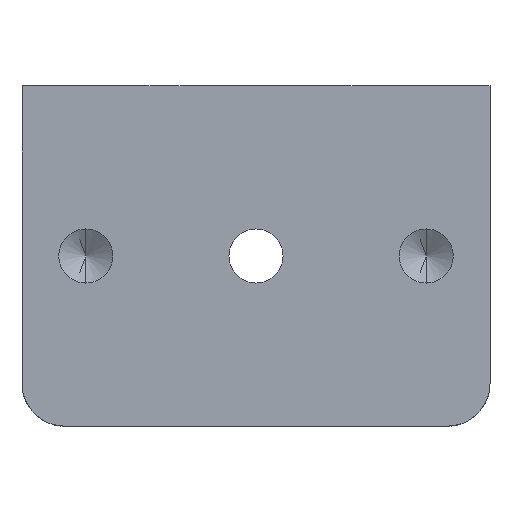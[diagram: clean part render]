
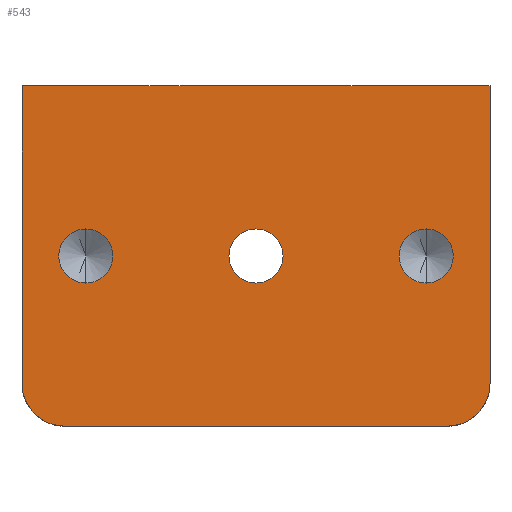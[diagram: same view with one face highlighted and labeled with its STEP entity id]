
A CAD part, front view. The second image highlights one B-rep face of the part: STEP entity #543.
In plain terms, the highlighted planar face has unit normal (0, -1, 0).
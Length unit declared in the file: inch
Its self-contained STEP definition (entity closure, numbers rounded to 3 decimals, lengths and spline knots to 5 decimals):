
#18 = DIRECTION ( 'NONE',  ( 0., 0., 1. ) ) ;
#19 = VECTOR ( 'NONE', #857, 39.37008 ) ;
#30 = LINE ( 'NONE', #942, #19 ) ;
#34 = DIRECTION ( 'NONE',  ( 0., 0., -1. ) ) ;
#43 = ORIENTED_EDGE ( 'NONE', *, *, #205, .F. ) ;
#48 = VERTEX_POINT ( 'NONE', #542 ) ;
#59 = CARTESIAN_POINT ( 'NONE',  ( 0.5, 0., 0. ) ) ;
#62 = DIRECTION ( 'NONE',  ( 0., -1., 0. ) ) ;
#89 = AXIS2_PLACEMENT_3D ( 'NONE', #188, #255, #338 ) ;
#98 = EDGE_CURVE ( 'NONE', #785, #608, #717, .T. ) ;
#113 = CARTESIAN_POINT ( 'NONE',  ( 0., 0., 0.0795 ) ) ;
#131 = DIRECTION ( 'NONE',  ( 0., 0., -1. ) ) ;
#136 = DIRECTION ( 'NONE',  ( 0., 0., -1. ) ) ;
#142 = EDGE_LOOP ( 'NONE', ( #257, #769 ) ) ;
#144 = FACE_BOUND ( 'NONE', #267, .T. ) ;
#148 = DIRECTION ( 'NONE',  ( 0., -1., 0. ) ) ;
#151 = ORIENTED_EDGE ( 'NONE', *, *, #397, .T. ) ;
#165 = CARTESIAN_POINT ( 'NONE',  ( -0.6875, 0., 0.5 ) ) ;
#174 = CIRCLE ( 'NONE', #89, 0.0795 ) ;
#185 = CARTESIAN_POINT ( 'NONE',  ( 0.6875, 0., 0. ) ) ;
#188 = CARTESIAN_POINT ( 'NONE',  ( 0., 0., 0. ) ) ;
#189 = AXIS2_PLACEMENT_3D ( 'NONE', #363, #642, #136 ) ;
#205 = EDGE_CURVE ( 'NONE', #48, #916, #497, .T. ) ;
#208 = ORIENTED_EDGE ( 'NONE', *, *, #98, .F. ) ;
#223 = DIRECTION ( 'NONE',  ( 0., 0., -1. ) ) ;
#226 = CARTESIAN_POINT ( 'NONE',  ( 0.5, 0., -0.0795 ) ) ;
#235 = CIRCLE ( 'NONE', #939, 0.0795 ) ;
#238 = AXIS2_PLACEMENT_3D ( 'NONE', #344, #690, #1014 ) ;
#239 = FACE_BOUND ( 'NONE', #142, .T. ) ;
#241 = VERTEX_POINT ( 'NONE', #991 ) ;
#244 = DIRECTION ( 'NONE',  ( 0., 0., -1. ) ) ;
#255 = DIRECTION ( 'NONE',  ( 0., -1., 0. ) ) ;
#257 = ORIENTED_EDGE ( 'NONE', *, *, #707, .F. ) ;
#259 = CARTESIAN_POINT ( 'NONE',  ( 0.5625, 0., -0.5 ) ) ;
#266 = DIRECTION ( 'NONE',  ( 0., 0., -1. ) ) ;
#267 = EDGE_LOOP ( 'NONE', ( #208, #313 ) ) ;
#268 = DIRECTION ( 'NONE',  ( -1., 0., 0. ) ) ;
#275 = ORIENTED_EDGE ( 'NONE', *, *, #641, .F. ) ;
#299 = CIRCLE ( 'NONE', #189, 0.0795 ) ;
#300 = CIRCLE ( 'NONE', #238, 0.0795 ) ;
#301 = VERTEX_POINT ( 'NONE', #113 ) ;
#311 = CARTESIAN_POINT ( 'NONE',  ( 0.6875, 0., 0. ) ) ;
#313 = ORIENTED_EDGE ( 'NONE', *, *, #474, .F. ) ;
#317 = EDGE_CURVE ( 'NONE', #412, #918, #687, .T. ) ;
#338 = DIRECTION ( 'NONE',  ( 0., 0., -1. ) ) ;
#344 = CARTESIAN_POINT ( 'NONE',  ( -0.5, 0., 0. ) ) ;
#350 = ORIENTED_EDGE ( 'NONE', *, *, #1040, .T. ) ;
#363 = CARTESIAN_POINT ( 'NONE',  ( 0., 0., 0. ) ) ;
#368 = DIRECTION ( 'NONE',  ( 0., -1., 0. ) ) ;
#370 = VERTEX_POINT ( 'NONE', #861 ) ;
#386 = PLANE ( 'NONE',  #731 ) ;
#388 = AXIS2_PLACEMENT_3D ( 'NONE', #442, #780, #266 ) ;
#397 = EDGE_CURVE ( 'NONE', #655, #412, #869, .T. ) ;
#401 = CARTESIAN_POINT ( 'NONE',  ( 0.5, 0., 0.0795 ) ) ;
#405 = VECTOR ( 'NONE', #18, 39.37008 ) ;
#412 = VERTEX_POINT ( 'NONE', #619 ) ;
#442 = CARTESIAN_POINT ( 'NONE',  ( 0.5625, 0., -0.375 ) ) ;
#450 = CARTESIAN_POINT ( 'NONE',  ( 0.5, 0., 0. ) ) ;
#473 = FACE_BOUND ( 'NONE', #615, .T. ) ;
#474 = EDGE_CURVE ( 'NONE', #608, #785, #235, .T. ) ;
#478 = FACE_OUTER_BOUND ( 'NONE', #644, .T. ) ;
#497 = LINE ( 'NONE', #998, #783 ) ;
#503 = ORIENTED_EDGE ( 'NONE', *, *, #966, .T. ) ;
#514 = EDGE_CURVE ( 'NONE', #301, #612, #299, .T. ) ;
#516 = ORIENTED_EDGE ( 'NONE', *, *, #317, .T. ) ;
#542 = CARTESIAN_POINT ( 'NONE',  ( -0.6875, 0., -0.375 ) ) ;
#543 = ADVANCED_FACE ( 'NONE', ( #144, #473, #239, #478 ), #386, .T. ) ;
#557 = AXIS2_PLACEMENT_3D ( 'NONE', #563, #148, #34 ) ;
#563 = CARTESIAN_POINT ( 'NONE',  ( -0.5, 0., 0. ) ) ;
#595 = DIRECTION ( 'NONE',  ( 0., -1., 0. ) ) ;
#608 = VERTEX_POINT ( 'NONE', #401 ) ;
#612 = VERTEX_POINT ( 'NONE', #668 ) ;
#615 = EDGE_LOOP ( 'NONE', ( #933, #275 ) ) ;
#619 = CARTESIAN_POINT ( 'NONE',  ( 0.6875, 0., -0.375 ) ) ;
#641 = EDGE_CURVE ( 'NONE', #241, #370, #1024, .T. ) ;
#642 = DIRECTION ( 'NONE',  ( 0., -1., 0. ) ) ;
#644 = EDGE_LOOP ( 'NONE', ( #1006, #151, #516, #350, #43, #503 ) ) ;
#655 = VERTEX_POINT ( 'NONE', #259 ) ;
#668 = CARTESIAN_POINT ( 'NONE',  ( 0., 0., -0.0795 ) ) ;
#677 = EDGE_CURVE ( 'NONE', #370, #241, #300, .T. ) ;
#687 = LINE ( 'NONE', #185, #405 ) ;
#690 = DIRECTION ( 'NONE',  ( 0., -1., 0. ) ) ;
#707 = EDGE_CURVE ( 'NONE', #612, #301, #174, .T. ) ;
#717 = CIRCLE ( 'NONE', #902, 0.0795 ) ;
#731 = AXIS2_PLACEMENT_3D ( 'NONE', #311, #830, #244 ) ;
#739 = DIRECTION ( 'NONE',  ( 0., 0., 1. ) ) ;
#769 = ORIENTED_EDGE ( 'NONE', *, *, #514, .F. ) ;
#780 = DIRECTION ( 'NONE',  ( 0., -1., 0. ) ) ;
#783 = VECTOR ( 'NONE', #739, 39.37008 ) ;
#785 = VERTEX_POINT ( 'NONE', #226 ) ;
#800 = VERTEX_POINT ( 'NONE', #1058 ) ;
#830 = DIRECTION ( 'NONE',  ( 0., -1., 0. ) ) ;
#835 = VECTOR ( 'NONE', #268, 39.37008 ) ;
#837 = CARTESIAN_POINT ( 'NONE',  ( -0.5625, 0., -0.375 ) ) ;
#857 = DIRECTION ( 'NONE',  ( -1., 0., 0. ) ) ;
#861 = CARTESIAN_POINT ( 'NONE',  ( -0.5, 0., -0.0795 ) ) ;
#863 = CARTESIAN_POINT ( 'NONE',  ( 0.6875, 0., 0.5 ) ) ;
#869 = CIRCLE ( 'NONE', #388, 0.125 ) ;
#873 = AXIS2_PLACEMENT_3D ( 'NONE', #837, #595, #1069 ) ;
#902 = AXIS2_PLACEMENT_3D ( 'NONE', #59, #62, #223 ) ;
#916 = VERTEX_POINT ( 'NONE', #165 ) ;
#918 = VERTEX_POINT ( 'NONE', #925 ) ;
#925 = CARTESIAN_POINT ( 'NONE',  ( 0.6875, 0., 0.5 ) ) ;
#933 = ORIENTED_EDGE ( 'NONE', *, *, #677, .F. ) ;
#939 = AXIS2_PLACEMENT_3D ( 'NONE', #450, #368, #131 ) ;
#942 = CARTESIAN_POINT ( 'NONE',  ( 0.6875, 0., -0.5 ) ) ;
#966 = EDGE_CURVE ( 'NONE', #48, #800, #1047, .T. ) ;
#991 = CARTESIAN_POINT ( 'NONE',  ( -0.5, 0., 0.0795 ) ) ;
#998 = CARTESIAN_POINT ( 'NONE',  ( -0.6875, 0., 0. ) ) ;
#1006 = ORIENTED_EDGE ( 'NONE', *, *, #1070, .F. ) ;
#1014 = DIRECTION ( 'NONE',  ( 0., 0., -1. ) ) ;
#1017 = LINE ( 'NONE', #863, #835 ) ;
#1024 = CIRCLE ( 'NONE', #557, 0.0795 ) ;
#1040 = EDGE_CURVE ( 'NONE', #918, #916, #1017, .T. ) ;
#1047 = CIRCLE ( 'NONE', #873, 0.125 ) ;
#1058 = CARTESIAN_POINT ( 'NONE',  ( -0.5625, 0., -0.5 ) ) ;
#1069 = DIRECTION ( 'NONE',  ( 0., 0., -1. ) ) ;
#1070 = EDGE_CURVE ( 'NONE', #655, #800, #30, .T. ) ;
